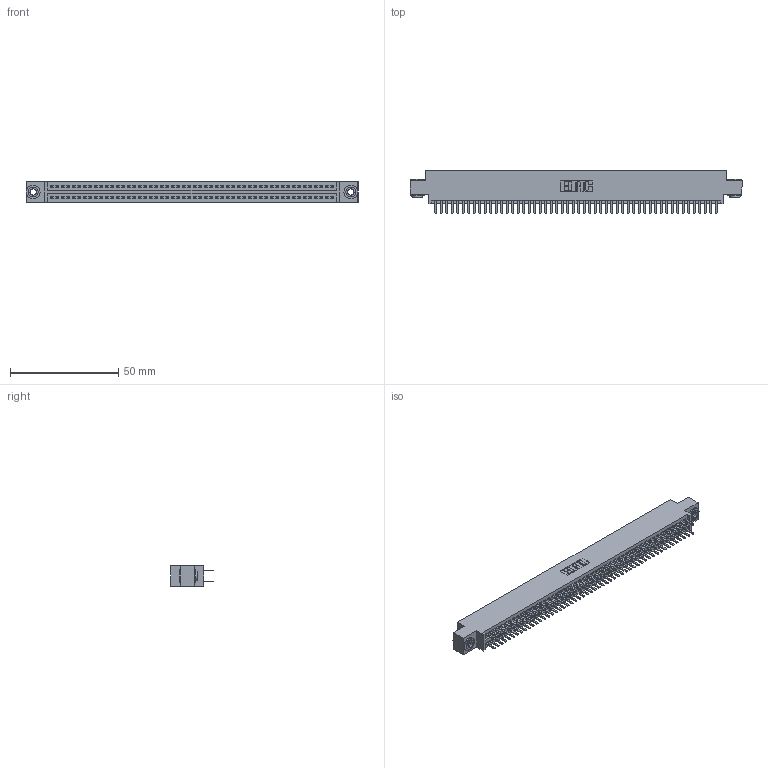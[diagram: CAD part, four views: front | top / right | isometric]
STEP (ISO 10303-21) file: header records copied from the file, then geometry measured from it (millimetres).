
FILE_DESCRIPTION (( 'STEP AP203' ), '1' );
FILE_NAME ('395-104-520-803.STEP', '2019-10-26T20:01:55', ( '' ), ( '' ), 'SwSTEP 2.0', 'SolidWorks 2016', '' );
FILE_SCHEMA (( 'CONFIG_CONTROL_DESIGN' ));
Length unit declared in the file: inch
Products named in the file (4): 345 Part_0.170 Offset - 0.156 Dia-TH; 345-292-001_345-293-120; 345-250-002_345-250-002-102; 395-104-520-803
Assembly tree (107 placements, depth 2):
  395-104-520-803
    345 Part_0.170 Offset - 0.156 Dia-TH
    345-292-001_345-293-120  x104
    345-250-002_345-250-002-102  x2
Bounding box: 153.29 x 19.68 x 9.4 mm (x, y, z)
Volume: 14843.8 mm3; surface area: 22386.4 mm2
Topology: 107 solids, 107 shells, 5784 faces, 16757 edges, 10890 vertices
Faces by surface type: plane 3734, cylinder 2042, cone 8
Entity records: 40350 total; most frequent: CARTESIAN_POINT 6743, ORIENTED_EDGE 6658, DIRECTION 5951, EDGE_CURVE 3329, LINE 2961, VECTOR 2961, VERTEX_POINT 2214, AXIS2_PLACEMENT_3D 1495
